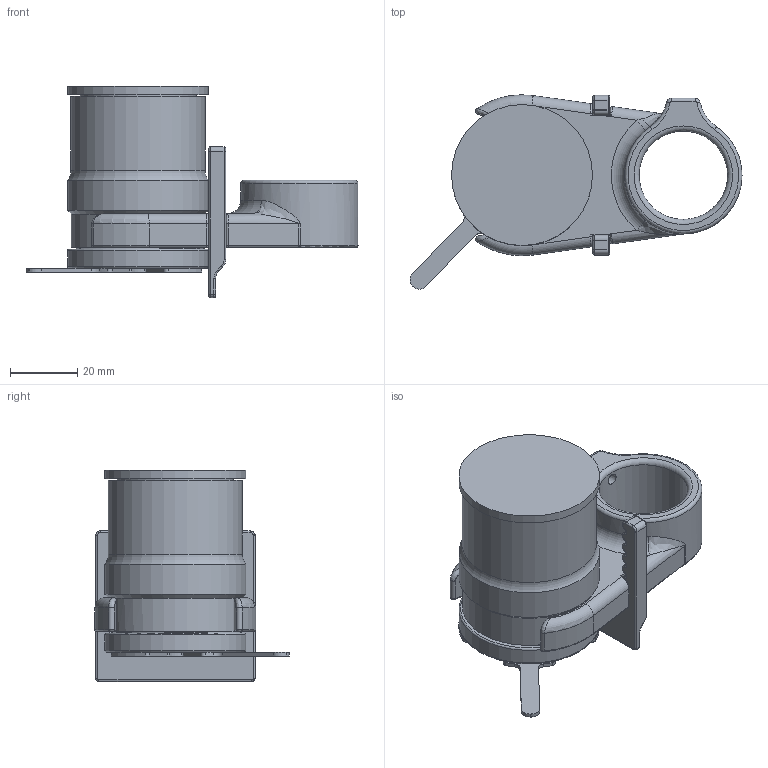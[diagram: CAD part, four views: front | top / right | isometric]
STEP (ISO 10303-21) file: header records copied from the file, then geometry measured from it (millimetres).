
FILE_DESCRIPTION(/* description */ (''),/* implementation_level */ '2;1');
FILE_NAME(/* name */ '0c06eb51-ae22-48d8-8caa-21afaa247a70.stp',/* time_stamp */ '2018-01-09T01:14:58+00:00',/* author */ (''),/* organization */ (''),/* preprocessor_version */ 'ST-DEVELOPER v16.13',/* originating_system */ 'Autodesk Translation Framework v6.5.0.72',/* authorisation */ '');
FILE_SCHEMA (('AUTOMOTIVE_DESIGN { 1 0 10303 214 3 1 1 }'));
Length unit declared in the file: millimetre
Products named in the file (4): K40 Shaker Head W/ Wiper; Salt Shaker; shaker screw lid 2mm with swicth; Wiper
Assembly tree (3 placements, depth 3):
  K40 Shaker Head W/ Wiper
    Salt Shaker
      shaker screw lid 2mm with swicth
    Wiper
Bounding box: 99.02 x 57.94 x 63 mm (x, y, z)
Volume: 48761.7 mm3; surface area: 34713.1 mm2
Topology: 6 solids, 6 shells, 537 faces, 1302 edges, 779 vertices
Faces by surface type: cylinder 244, torus 121, plane 87, bspline 46, cone 33, sphere 6
Full cylindrical faces by diameter (mm): 2.3 x24, 4 x1, 4.2 x1, 4.4 x1, 4.6 x1, 6.5 x1, 26.4 x1, 34.6 x1, 35 x1, 36.928 x2, 37.519 x2, 39.791 x2, 40 x1, 40.305 x1, 42 x3
Entity records: 19775 total; most frequent: CARTESIAN_POINT 6864, DIRECTION 2898, ORIENTED_EDGE 2596, EDGE_CURVE 1298, AXIS2_PLACEMENT_3D 1225, VERTEX_POINT 779, CIRCLE 705, EDGE_LOOP 599
